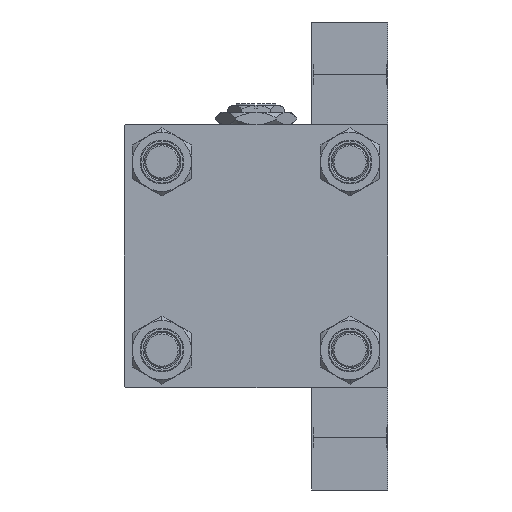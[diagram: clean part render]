
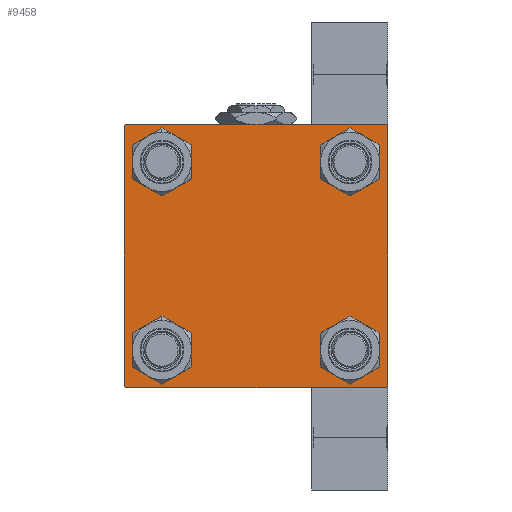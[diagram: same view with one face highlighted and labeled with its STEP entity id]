
A CAD part, left-side view. The second image highlights one B-rep face of the part: STEP entity #9458.
In plain terms, the highlighted planar face has unit normal (-1, 0, 0).
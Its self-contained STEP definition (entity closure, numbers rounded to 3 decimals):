
#137 = DIRECTION ( 'NONE',  ( 0., 0., 1. ) ) ;
#432 = AXIS2_PLACEMENT_3D ( 'NONE', #32984, #32733, #41201 ) ;
#446 = LINE ( 'NONE', #24417, #47078 ) ;
#829 = AXIS2_PLACEMENT_3D ( 'NONE', #8855, #47792, #137 ) ;
#1375 = ORIENTED_EDGE ( 'NONE', *, *, #10507, .T. ) ;
#1580 = CARTESIAN_POINT ( 'NONE',  ( 0., -32.15, 32.15 ) ) ;
#1614 = AXIS2_PLACEMENT_3D ( 'NONE', #1580, #48729, #13949 ) ;
#2244 = EDGE_CURVE ( 'NONE', #41495, #22509, #16009, .T. ) ;
#2707 = ORIENTED_EDGE ( 'NONE', *, *, #26376, .T. ) ;
#2893 = FACE_BOUND ( 'NONE', #47906, .T. ) ;
#3037 = CARTESIAN_POINT ( 'NONE',  ( 0., 45., -44.5 ) ) ;
#3281 = ORIENTED_EDGE ( 'NONE', *, *, #40839, .T. ) ;
#3903 = AXIS2_PLACEMENT_3D ( 'NONE', #4683, #24531, #23514 ) ;
#4173 = ORIENTED_EDGE ( 'NONE', *, *, #22316, .T. ) ;
#4683 = CARTESIAN_POINT ( 'NONE',  ( 0., 32.15, -32.15 ) ) ;
#5181 = CARTESIAN_POINT ( 'NONE',  ( 0., -32.15, -25.65 ) ) ;
#6392 = CARTESIAN_POINT ( 'NONE',  ( 0., 44.5, -45. ) ) ;
#6996 = PLANE ( 'NONE',  #23005 ) ;
#7067 = CARTESIAN_POINT ( 'NONE',  ( 0., -44.75, 44.75 ) ) ;
#7243 = VERTEX_POINT ( 'NONE', #3037 ) ;
#7320 = ORIENTED_EDGE ( 'NONE', *, *, #19764, .F. ) ;
#7763 = CARTESIAN_POINT ( 'NONE',  ( 0., 44.75, 44.75 ) ) ;
#8855 = CARTESIAN_POINT ( 'NONE',  ( 0., 32.15, 32.15 ) ) ;
#9348 = CIRCLE ( 'NONE', #41440, 6.5 ) ;
#9458 = ADVANCED_FACE ( 'NONE', ( #19129, #2893, #42314, #42823, #22489 ), #6996, .T. ) ;
#9825 = ORIENTED_EDGE ( 'NONE', *, *, #49906, .T. ) ;
#9868 = CIRCLE ( 'NONE', #829, 6.5 ) ;
#10507 = EDGE_CURVE ( 'NONE', #50495, #46359, #36196, .T. ) ;
#10530 = EDGE_CURVE ( 'NONE', #26570, #49256, #15648, .T. ) ;
#10631 = LINE ( 'NONE', #11138, #41149 ) ;
#11024 = CARTESIAN_POINT ( 'NONE',  ( 0., -32.15, -38.65 ) ) ;
#11138 = CARTESIAN_POINT ( 'NONE',  ( 0., 45., 45. ) ) ;
#11378 = ORIENTED_EDGE ( 'NONE', *, *, #49752, .T. ) ;
#11894 = VERTEX_POINT ( 'NONE', #6392 ) ;
#12030 = CARTESIAN_POINT ( 'NONE',  ( 0., -44.75, -44.75 ) ) ;
#12334 = ORIENTED_EDGE ( 'NONE', *, *, #2244, .F. ) ;
#12340 = CIRCLE ( 'NONE', #18926, 6.5 ) ;
#13107 = VECTOR ( 'NONE', #15078, 1000. ) ;
#13949 = DIRECTION ( 'NONE',  ( 0., 0., 1. ) ) ;
#14537 = EDGE_CURVE ( 'NONE', #41495, #28889, #26859, .T. ) ;
#14808 = DIRECTION ( 'NONE',  ( 0., 0., 1. ) ) ;
#15078 = DIRECTION ( 'NONE',  ( 0., 0.707, 0.707 ) ) ;
#15271 = DIRECTION ( 'NONE',  ( 1., 0., 0. ) ) ;
#15648 = CIRCLE ( 'NONE', #27155, 6.5 ) ;
#16009 = LINE ( 'NONE', #43568, #32530 ) ;
#16171 = DIRECTION ( 'NONE',  ( 0., 0., -1. ) ) ;
#17166 = ORIENTED_EDGE ( 'NONE', *, *, #14537, .T. ) ;
#17288 = ORIENTED_EDGE ( 'NONE', *, *, #43609, .T. ) ;
#17955 = CIRCLE ( 'NONE', #47601, 6.5 ) ;
#18209 = ORIENTED_EDGE ( 'NONE', *, *, #34083, .T. ) ;
#18218 = VERTEX_POINT ( 'NONE', #37384 ) ;
#18663 = VECTOR ( 'NONE', #43058, 1000. ) ;
#18741 = EDGE_CURVE ( 'NONE', #27693, #26664, #18993, .T. ) ;
#18926 = AXIS2_PLACEMENT_3D ( 'NONE', #45681, #15271, #19139 ) ;
#18993 = LINE ( 'NONE', #12030, #50337 ) ;
#19072 = CARTESIAN_POINT ( 'NONE',  ( 0., 32.15, -38.65 ) ) ;
#19129 = FACE_BOUND ( 'NONE', #43136, .T. ) ;
#19139 = DIRECTION ( 'NONE',  ( 0., 0., 1. ) ) ;
#19650 = DIRECTION ( 'NONE',  ( -1., 0., 0. ) ) ;
#19764 = EDGE_CURVE ( 'NONE', #21821, #26664, #446, .T. ) ;
#21058 = CARTESIAN_POINT ( 'NONE',  ( 0., -44.5, 45. ) ) ;
#21419 = DIRECTION ( 'NONE',  ( 1., 0., 0. ) ) ;
#21821 = VERTEX_POINT ( 'NONE', #35713 ) ;
#22316 = EDGE_CURVE ( 'NONE', #41756, #26756, #9348, .T. ) ;
#22361 = VECTOR ( 'NONE', #27120, 1000. ) ;
#22489 = FACE_OUTER_BOUND ( 'NONE', #31915, .T. ) ;
#22509 = VERTEX_POINT ( 'NONE', #21058 ) ;
#22612 = ORIENTED_EDGE ( 'NONE', *, *, #18741, .T. ) ;
#23005 = AXIS2_PLACEMENT_3D ( 'NONE', #46694, #19650, #27129 ) ;
#23514 = DIRECTION ( 'NONE',  ( 0., 0., 1. ) ) ;
#23659 = VECTOR ( 'NONE', #28404, 1000. ) ;
#23928 = CARTESIAN_POINT ( 'NONE',  ( 0., -45., -44.5 ) ) ;
#24417 = CARTESIAN_POINT ( 'NONE',  ( 0., -45., 45. ) ) ;
#24531 = DIRECTION ( 'NONE',  ( 1., 0., 0. ) ) ;
#24636 = ORIENTED_EDGE ( 'NONE', *, *, #49947, .T. ) ;
#26376 = EDGE_CURVE ( 'NONE', #46359, #50495, #47326, .T. ) ;
#26570 = VERTEX_POINT ( 'NONE', #11024 ) ;
#26664 = VERTEX_POINT ( 'NONE', #23928 ) ;
#26756 = VERTEX_POINT ( 'NONE', #33430 ) ;
#26859 = LINE ( 'NONE', #7763, #22361 ) ;
#26877 = DIRECTION ( 'NONE',  ( 0., 0., -1. ) ) ;
#26999 = DIRECTION ( 'NONE',  ( 0., -0.707, 0.707 ) ) ;
#27120 = DIRECTION ( 'NONE',  ( 0., 0.707, -0.707 ) ) ;
#27129 = DIRECTION ( 'NONE',  ( 0., 0., 1. ) ) ;
#27155 = AXIS2_PLACEMENT_3D ( 'NONE', #29422, #21419, #37395 ) ;
#27338 = VERTEX_POINT ( 'NONE', #36904 ) ;
#27406 = ORIENTED_EDGE ( 'NONE', *, *, #48647, .T. ) ;
#27485 = ORIENTED_EDGE ( 'NONE', *, *, #10530, .T. ) ;
#27693 = VERTEX_POINT ( 'NONE', #29316 ) ;
#28404 = DIRECTION ( 'NONE',  ( 0., -0.707, -0.707 ) ) ;
#28889 = VERTEX_POINT ( 'NONE', #50370 ) ;
#29163 = LINE ( 'NONE', #44355, #23659 ) ;
#29316 = CARTESIAN_POINT ( 'NONE',  ( 0., -44.5, -45. ) ) ;
#29422 = CARTESIAN_POINT ( 'NONE',  ( 0., -32.15, -32.15 ) ) ;
#30968 = LINE ( 'NONE', #38946, #18663 ) ;
#31915 = EDGE_LOOP ( 'NONE', ( #24636, #17288, #44028, #22612, #7320, #27406, #12334, #17166 ) ) ;
#32341 = CARTESIAN_POINT ( 'NONE',  ( 0., -32.15, 38.65 ) ) ;
#32530 = VECTOR ( 'NONE', #47939, 1000. ) ;
#32733 = DIRECTION ( 'NONE',  ( 1., 0., 0. ) ) ;
#32984 = CARTESIAN_POINT ( 'NONE',  ( 0., -32.15, 32.15 ) ) ;
#33221 = EDGE_CURVE ( 'NONE', #11894, #27693, #30968, .T. ) ;
#33430 = CARTESIAN_POINT ( 'NONE',  ( 0., 32.15, -25.65 ) ) ;
#34083 = EDGE_CURVE ( 'NONE', #18218, #27338, #17955, .T. ) ;
#34245 = DIRECTION ( 'NONE',  ( 0., 0., 1. ) ) ;
#34554 = CARTESIAN_POINT ( 'NONE',  ( 0., -32.15, 25.65 ) ) ;
#35713 = CARTESIAN_POINT ( 'NONE',  ( 0., -45., 44.5 ) ) ;
#36196 = CIRCLE ( 'NONE', #1614, 6.5 ) ;
#36904 = CARTESIAN_POINT ( 'NONE',  ( 0., 32.15, 25.65 ) ) ;
#37384 = CARTESIAN_POINT ( 'NONE',  ( 0., 32.15, 38.65 ) ) ;
#37395 = DIRECTION ( 'NONE',  ( 0., 0., 1. ) ) ;
#37605 = DIRECTION ( 'NONE',  ( 1., 0., 0. ) ) ;
#38105 = CARTESIAN_POINT ( 'NONE',  ( 0., 32.15, -32.15 ) ) ;
#38946 = CARTESIAN_POINT ( 'NONE',  ( 0., 45., -45. ) ) ;
#40375 = EDGE_LOOP ( 'NONE', ( #18209, #11378 ) ) ;
#40839 = EDGE_CURVE ( 'NONE', #26756, #41756, #50819, .T. ) ;
#41149 = VECTOR ( 'NONE', #26877, 1000. ) ;
#41201 = DIRECTION ( 'NONE',  ( 0., 0., 1. ) ) ;
#41440 = AXIS2_PLACEMENT_3D ( 'NONE', #38105, #37605, #34245 ) ;
#41495 = VERTEX_POINT ( 'NONE', #43471 ) ;
#41756 = VERTEX_POINT ( 'NONE', #19072 ) ;
#42118 = DIRECTION ( 'NONE',  ( 1., 0., 0. ) ) ;
#42314 = FACE_BOUND ( 'NONE', #49474, .T. ) ;
#42637 = LINE ( 'NONE', #7067, #13107 ) ;
#42823 = FACE_BOUND ( 'NONE', #40375, .T. ) ;
#43058 = DIRECTION ( 'NONE',  ( 0., -1., 0. ) ) ;
#43136 = EDGE_LOOP ( 'NONE', ( #2707, #1375 ) ) ;
#43471 = CARTESIAN_POINT ( 'NONE',  ( 0., 44.5, 45. ) ) ;
#43568 = CARTESIAN_POINT ( 'NONE',  ( 0., 45., 45. ) ) ;
#43609 = EDGE_CURVE ( 'NONE', #7243, #11894, #29163, .T. ) ;
#44028 = ORIENTED_EDGE ( 'NONE', *, *, #33221, .T. ) ;
#44355 = CARTESIAN_POINT ( 'NONE',  ( 0., 44.75, -44.75 ) ) ;
#45681 = CARTESIAN_POINT ( 'NONE',  ( 0., -32.15, -32.15 ) ) ;
#46359 = VERTEX_POINT ( 'NONE', #32341 ) ;
#46694 = CARTESIAN_POINT ( 'NONE',  ( 0., 0., 0. ) ) ;
#47078 = VECTOR ( 'NONE', #16171, 1000. ) ;
#47326 = CIRCLE ( 'NONE', #432, 6.5 ) ;
#47601 = AXIS2_PLACEMENT_3D ( 'NONE', #50096, #42118, #14808 ) ;
#47792 = DIRECTION ( 'NONE',  ( 1., 0., 0. ) ) ;
#47906 = EDGE_LOOP ( 'NONE', ( #9825, #27485 ) ) ;
#47939 = DIRECTION ( 'NONE',  ( 0., -1., 0. ) ) ;
#48647 = EDGE_CURVE ( 'NONE', #21821, #22509, #42637, .T. ) ;
#48729 = DIRECTION ( 'NONE',  ( 1., 0., 0. ) ) ;
#49256 = VERTEX_POINT ( 'NONE', #5181 ) ;
#49474 = EDGE_LOOP ( 'NONE', ( #3281, #4173 ) ) ;
#49752 = EDGE_CURVE ( 'NONE', #27338, #18218, #9868, .T. ) ;
#49906 = EDGE_CURVE ( 'NONE', #49256, #26570, #12340, .T. ) ;
#49947 = EDGE_CURVE ( 'NONE', #28889, #7243, #10631, .T. ) ;
#50096 = CARTESIAN_POINT ( 'NONE',  ( 0., 32.15, 32.15 ) ) ;
#50337 = VECTOR ( 'NONE', #26999, 1000. ) ;
#50370 = CARTESIAN_POINT ( 'NONE',  ( 0., 45., 44.5 ) ) ;
#50495 = VERTEX_POINT ( 'NONE', #34554 ) ;
#50819 = CIRCLE ( 'NONE', #3903, 6.5 ) ;
